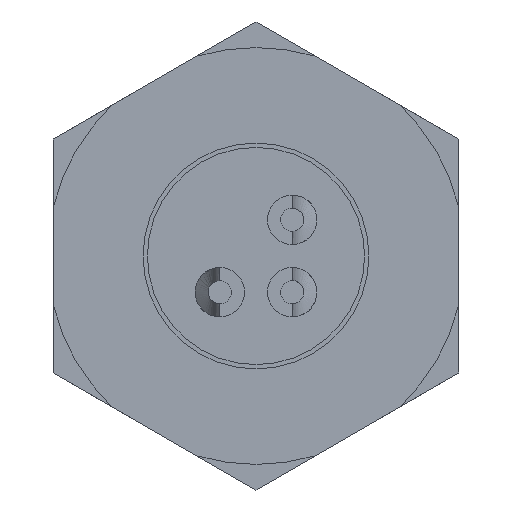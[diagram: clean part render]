
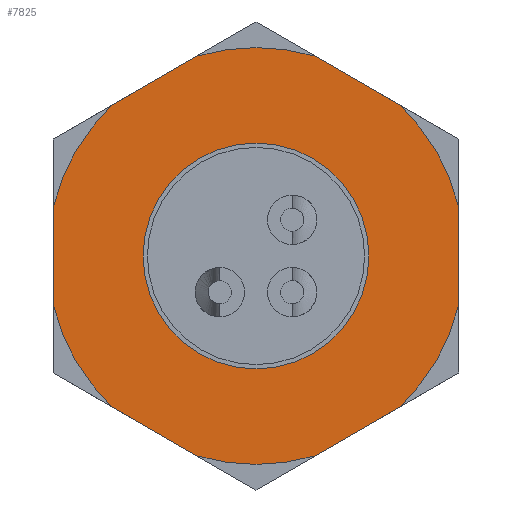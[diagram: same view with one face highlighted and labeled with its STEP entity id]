
A CAD part, left-side view. The second image highlights one B-rep face of the part: STEP entity #7825.
In plain terms, the highlighted face is planar.
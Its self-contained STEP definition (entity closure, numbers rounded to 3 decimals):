
#103 = VERTEX_POINT ( 'NONE', #5236 ) ;
#125 = ORIENTED_EDGE ( 'NONE', *, *, #3560, .F. ) ;
#205 = AXIS2_PLACEMENT_3D ( 'NONE', #9080, #2076, #5125 ) ;
#257 = DIRECTION ( 'NONE',  ( 1., 0., 0. ) ) ;
#280 = EDGE_CURVE ( 'NONE', #2520, #4724, #3793, .T. ) ;
#361 = AXIS2_PLACEMENT_3D ( 'NONE', #5595, #7956, #6303 ) ;
#396 = VERTEX_POINT ( 'NONE', #8613 ) ;
#512 = DIRECTION ( 'NONE',  ( 0., 1., 0. ) ) ;
#572 = CARTESIAN_POINT ( 'NONE',  ( 9.97, -0.843, -3.5 ) ) ;
#619 = EDGE_LOOP ( 'NONE', ( #2636, #5012, #4194, #6809, #764, #9758, #1572, #7183, #1296, #3106, #8082, #125 ) ) ;
#632 = CARTESIAN_POINT ( 'NONE',  ( 9.97, -2.61, 2.48 ) ) ;
#673 = CARTESIAN_POINT ( 'NONE',  ( 9.97, 0.843, -3.5 ) ) ;
#700 = DIRECTION ( 'NONE',  ( 0., 0., -1. ) ) ;
#730 = EDGE_CURVE ( 'NONE', #7287, #103, #2828, .T. ) ;
#764 = ORIENTED_EDGE ( 'NONE', *, *, #8139, .T. ) ;
#780 = DIRECTION ( 'NONE',  ( 0., 0., -1. ) ) ;
#863 = AXIS2_PLACEMENT_3D ( 'NONE', #2312, #6286, #780 ) ;
#906 = EDGE_CURVE ( 'NONE', #7287, #7188, #6961, .T. ) ;
#1124 = AXIS2_PLACEMENT_3D ( 'NONE', #3345, #257, #5765 ) ;
#1223 = EDGE_CURVE ( 'NONE', #2520, #396, #7856, .T. ) ;
#1240 = DIRECTION ( 'NONE',  ( 0., 0.5, -0.866 ) ) ;
#1296 = ORIENTED_EDGE ( 'NONE', *, *, #5192, .T. ) ;
#1356 = CARTESIAN_POINT ( 'NONE',  ( 9.97, -2.021, -3.5 ) ) ;
#1369 = CARTESIAN_POINT ( 'NONE',  ( 9.97, -4.041, 0. ) ) ;
#1508 = VECTOR ( 'NONE', #1240, 1000. ) ;
#1572 = ORIENTED_EDGE ( 'NONE', *, *, #1223, .T. ) ;
#1630 = VERTEX_POINT ( 'NONE', #3180 ) ;
#1813 = CARTESIAN_POINT ( 'NONE',  ( 9.97, 0.843, 3.5 ) ) ;
#1838 = AXIS2_PLACEMENT_3D ( 'NONE', #7167, #9532, #2473 ) ;
#1850 = CARTESIAN_POINT ( 'NONE',  ( 9.97, 0., 1.95 ) ) ;
#1884 = VECTOR ( 'NONE', #512, 1000. ) ;
#2076 = DIRECTION ( 'NONE',  ( 1., 0., 0. ) ) ;
#2102 = FACE_OUTER_BOUND ( 'NONE', #619, .T. ) ;
#2156 = DIRECTION ( 'NONE',  ( 1., 0., 0. ) ) ;
#2158 = CIRCLE ( 'NONE', #361, 3.6 ) ;
#2221 = ORIENTED_EDGE ( 'NONE', *, *, #4186, .F. ) ;
#2312 = CARTESIAN_POINT ( 'NONE',  ( 9.97, 0., 0. ) ) ;
#2376 = CARTESIAN_POINT ( 'NONE',  ( 9.97, 0., 0. ) ) ;
#2381 = EDGE_CURVE ( 'NONE', #9357, #396, #8428, .T. ) ;
#2473 = DIRECTION ( 'NONE',  ( 0., 0., -1. ) ) ;
#2520 = VERTEX_POINT ( 'NONE', #9549 ) ;
#2603 = EDGE_CURVE ( 'NONE', #9578, #4210, #2158, .T. ) ;
#2636 = ORIENTED_EDGE ( 'NONE', *, *, #4616, .T. ) ;
#2818 = CIRCLE ( 'NONE', #863, 3.6 ) ;
#2828 = CIRCLE ( 'NONE', #205, 3.6 ) ;
#2866 = AXIS2_PLACEMENT_3D ( 'NONE', #2376, #4909, #8707 ) ;
#3106 = ORIENTED_EDGE ( 'NONE', *, *, #906, .F. ) ;
#3146 = AXIS2_PLACEMENT_3D ( 'NONE', #6000, #7748, #700 ) ;
#3168 = EDGE_CURVE ( 'NONE', #1630, #7783, #6265, .T. ) ;
#3180 = CARTESIAN_POINT ( 'NONE',  ( 9.97, 0., -1.95 ) ) ;
#3345 = CARTESIAN_POINT ( 'NONE',  ( 9.97, 0., 0. ) ) ;
#3560 = EDGE_CURVE ( 'NONE', #9666, #103, #4045, .T. ) ;
#3756 = VERTEX_POINT ( 'NONE', #5472 ) ;
#3793 = LINE ( 'NONE', #3846, #7937 ) ;
#3818 = VECTOR ( 'NONE', #4510, 1000. ) ;
#3846 = CARTESIAN_POINT ( 'NONE',  ( 9.97, -2.021, 3.5 ) ) ;
#4045 = LINE ( 'NONE', #8054, #7044 ) ;
#4186 = EDGE_CURVE ( 'NONE', #7783, #1630, #7266, .T. ) ;
#4194 = ORIENTED_EDGE ( 'NONE', *, *, #2603, .T. ) ;
#4210 = VERTEX_POINT ( 'NONE', #1813 ) ;
#4251 = CARTESIAN_POINT ( 'NONE',  ( 9.97, 2.61, 2.48 ) ) ;
#4510 = DIRECTION ( 'NONE',  ( 0., -0.5, 0.866 ) ) ;
#4616 = EDGE_CURVE ( 'NONE', #9666, #5512, #2818, .T. ) ;
#4724 = VERTEX_POINT ( 'NONE', #632 ) ;
#4909 = DIRECTION ( 'NONE',  ( 1., 0., 0. ) ) ;
#4977 = EDGE_CURVE ( 'NONE', #9578, #5512, #9113, .T. ) ;
#5012 = ORIENTED_EDGE ( 'NONE', *, *, #4977, .F. ) ;
#5125 = DIRECTION ( 'NONE',  ( 0., 0., -1. ) ) ;
#5153 = CARTESIAN_POINT ( 'NONE',  ( 9.97, 0., 0. ) ) ;
#5192 = EDGE_CURVE ( 'NONE', #9357, #7188, #10023, .T. ) ;
#5236 = CARTESIAN_POINT ( 'NONE',  ( 9.97, 2.61, -2.48 ) ) ;
#5472 = CARTESIAN_POINT ( 'NONE',  ( 9.97, -0.843, 3.5 ) ) ;
#5512 = VERTEX_POINT ( 'NONE', #7248 ) ;
#5591 = AXIS2_PLACEMENT_3D ( 'NONE', #8588, #2156, #9218 ) ;
#5595 = CARTESIAN_POINT ( 'NONE',  ( 9.97, 0., 0. ) ) ;
#5765 = DIRECTION ( 'NONE',  ( 0., 0., -1. ) ) ;
#5990 = CARTESIAN_POINT ( 'NONE',  ( 9.97, 3.452, -1.02 ) ) ;
#6000 = CARTESIAN_POINT ( 'NONE',  ( 9.97, 0., 0. ) ) ;
#6265 = CIRCLE ( 'NONE', #3146, 1.95 ) ;
#6286 = DIRECTION ( 'NONE',  ( 1., 0., 0. ) ) ;
#6303 = DIRECTION ( 'NONE',  ( 0., 0., -1. ) ) ;
#6639 = CARTESIAN_POINT ( 'NONE',  ( 9.97, 2.021, 3.5 ) ) ;
#6736 = DIRECTION ( 'NONE',  ( 0., 0., -1. ) ) ;
#6809 = ORIENTED_EDGE ( 'NONE', *, *, #7857, .F. ) ;
#6869 = DIRECTION ( 'NONE',  ( 0., 0.5, 0.866 ) ) ;
#6961 = LINE ( 'NONE', #1356, #9898 ) ;
#7044 = VECTOR ( 'NONE', #7180, 1000. ) ;
#7167 = CARTESIAN_POINT ( 'NONE',  ( 9.97, 0., 0. ) ) ;
#7180 = DIRECTION ( 'NONE',  ( 0., -0.5, -0.866 ) ) ;
#7183 = ORIENTED_EDGE ( 'NONE', *, *, #2381, .F. ) ;
#7188 = VERTEX_POINT ( 'NONE', #572 ) ;
#7248 = CARTESIAN_POINT ( 'NONE',  ( 9.97, 3.452, 1.02 ) ) ;
#7266 = CIRCLE ( 'NONE', #1838, 1.95 ) ;
#7287 = VERTEX_POINT ( 'NONE', #673 ) ;
#7486 = AXIS2_PLACEMENT_3D ( 'NONE', #5153, #8285, #6736 ) ;
#7618 = LINE ( 'NONE', #6639, #1884 ) ;
#7748 = DIRECTION ( 'NONE',  ( 1., 0., 0. ) ) ;
#7783 = VERTEX_POINT ( 'NONE', #1850 ) ;
#7787 = DIRECTION ( 'NONE',  ( 0., -1., 0. ) ) ;
#7825 = ADVANCED_FACE ( 'NONE', ( #9527, #2102 ), #9010, .T. ) ;
#7856 = CIRCLE ( 'NONE', #1124, 3.6 ) ;
#7857 = EDGE_CURVE ( 'NONE', #3756, #4210, #7618, .T. ) ;
#7937 = VECTOR ( 'NONE', #6869, 1000. ) ;
#7956 = DIRECTION ( 'NONE',  ( 1., 0., 0. ) ) ;
#8054 = CARTESIAN_POINT ( 'NONE',  ( 9.97, 2.021, -3.5 ) ) ;
#8082 = ORIENTED_EDGE ( 'NONE', *, *, #730, .T. ) ;
#8139 = EDGE_CURVE ( 'NONE', #3756, #4724, #8469, .T. ) ;
#8285 = DIRECTION ( 'NONE',  ( 1., 0., 0. ) ) ;
#8428 = LINE ( 'NONE', #1369, #3818 ) ;
#8469 = CIRCLE ( 'NONE', #2866, 3.6 ) ;
#8588 = CARTESIAN_POINT ( 'NONE',  ( 9.97, 0., 0. ) ) ;
#8613 = CARTESIAN_POINT ( 'NONE',  ( 9.97, -3.452, -1.02 ) ) ;
#8665 = CARTESIAN_POINT ( 'NONE',  ( 9.97, -2.61, -2.48 ) ) ;
#8707 = DIRECTION ( 'NONE',  ( 0., 0., -1. ) ) ;
#9010 = PLANE ( 'NONE',  #7486 ) ;
#9080 = CARTESIAN_POINT ( 'NONE',  ( 9.97, 0., 0. ) ) ;
#9087 = EDGE_LOOP ( 'NONE', ( #2221, #10025 ) ) ;
#9113 = LINE ( 'NONE', #9935, #1508 ) ;
#9218 = DIRECTION ( 'NONE',  ( 0., 0., -1. ) ) ;
#9357 = VERTEX_POINT ( 'NONE', #8665 ) ;
#9527 = FACE_BOUND ( 'NONE', #9087, .T. ) ;
#9532 = DIRECTION ( 'NONE',  ( 1., 0., 0. ) ) ;
#9549 = CARTESIAN_POINT ( 'NONE',  ( 9.97, -3.452, 1.02 ) ) ;
#9578 = VERTEX_POINT ( 'NONE', #4251 ) ;
#9666 = VERTEX_POINT ( 'NONE', #5990 ) ;
#9758 = ORIENTED_EDGE ( 'NONE', *, *, #280, .F. ) ;
#9898 = VECTOR ( 'NONE', #7787, 1000. ) ;
#9935 = CARTESIAN_POINT ( 'NONE',  ( 9.97, 4.041, 0. ) ) ;
#10023 = CIRCLE ( 'NONE', #5591, 3.6 ) ;
#10025 = ORIENTED_EDGE ( 'NONE', *, *, #3168, .F. ) ;
